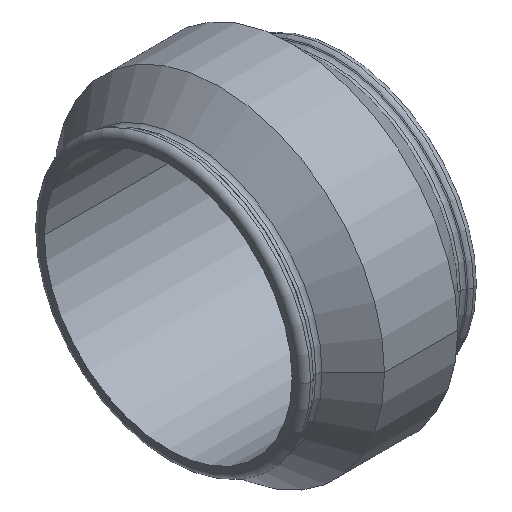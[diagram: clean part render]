
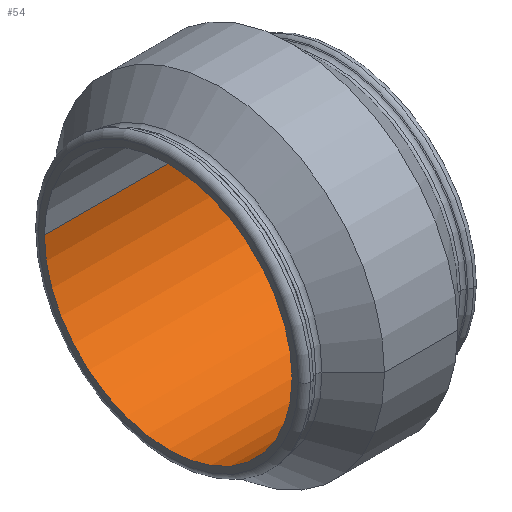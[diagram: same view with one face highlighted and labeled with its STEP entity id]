
A CAD part, isometric view. The second image highlights one B-rep face of the part: STEP entity #54.
In plain terms, the highlighted cylindrical face has radius 6 mm (diameter 12 mm), a partial arc.
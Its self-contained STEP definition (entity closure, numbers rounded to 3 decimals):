
#54=ADVANCED_FACE('',(#93),#94,.F.);
#93=FACE_OUTER_BOUND('',#155,.T.);
#94=CYLINDRICAL_SURFACE('',#156,6.0);
#155=EDGE_LOOP('',(#257,#258,#259,#260));
#156=AXIS2_PLACEMENT_3D('',#261,#262,#263);
#257=ORIENTED_EDGE('',*,*,#435,.T.);
#258=ORIENTED_EDGE('',*,*,#436,.T.);
#259=ORIENTED_EDGE('',*,*,#437,.F.);
#260=ORIENTED_EDGE('',*,*,#438,.F.);
#261=CARTESIAN_POINT('',(4.675,0.0,0.0));
#262=DIRECTION('',(1.0,-0.0,0.0));
#263=DIRECTION('',(0.0,1.0,0.0));
#435=EDGE_CURVE('',#511,#512,#513,.T.);
#436=EDGE_CURVE('',#512,#514,#515,.T.);
#437=EDGE_CURVE('',#516,#514,#517,.T.);
#438=EDGE_CURVE('',#511,#516,#518,.T.);
#511=VERTEX_POINT('',#603);
#512=VERTEX_POINT('',#604);
#513=CIRCLE('',#605,6.0);
#514=VERTEX_POINT('',#606);
#515=LINE('',#607,#608);
#516=VERTEX_POINT('',#609);
#517=CIRCLE('',#610,6.0);
#518=LINE('',#611,#612);
#603=CARTESIAN_POINT('',(-4.25,6.0,0.0));
#604=CARTESIAN_POINT('',(-4.25,-6.0,0.0));
#605=AXIS2_PLACEMENT_3D('',#739,#740,#741);
#606=CARTESIAN_POINT('',(4.25,-6.0,0.0));
#607=CARTESIAN_POINT('',(-4.25,-6.0,0.0));
#608=VECTOR('',#742,8.5);
#609=CARTESIAN_POINT('',(4.25,6.0,0.0));
#610=AXIS2_PLACEMENT_3D('',#743,#744,#745);
#611=CARTESIAN_POINT('',(-4.25,6.0,0.0));
#612=VECTOR('',#746,8.5);
#739=CARTESIAN_POINT('',(-4.25,0.0,0.0));
#740=DIRECTION('',(-1.0,0.0,0.0));
#741=DIRECTION('',(0.0,1.0,0.0));
#742=DIRECTION('',(1.0,0.0,0.0));
#743=CARTESIAN_POINT('',(4.25,0.0,0.0));
#744=DIRECTION('',(-1.0,0.0,0.0));
#745=DIRECTION('',(0.0,1.0,0.0));
#746=DIRECTION('',(1.0,0.0,0.0));
